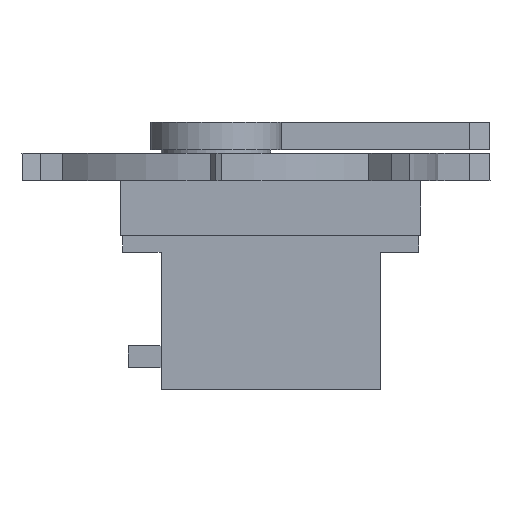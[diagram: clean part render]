
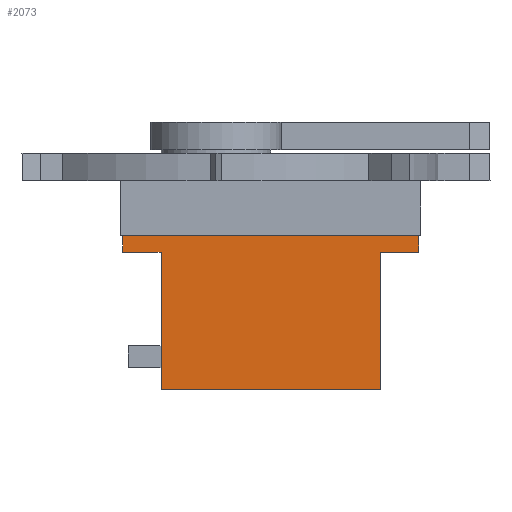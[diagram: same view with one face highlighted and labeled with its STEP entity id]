
A CAD part, front view. The second image highlights one B-rep face of the part: STEP entity #2073.
In plain terms, the highlighted planar face has unit normal (0, -1, 0).
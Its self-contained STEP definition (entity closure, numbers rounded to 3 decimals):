
#165=FACE_OUTER_BOUND('',#286,.T.);
#286=EDGE_LOOP('',(#1456,#1457,#1458,#1459,#1460,#1461,#1462,#1463,#1464,
#1465,#1466,#1467));
#410=LINE('',#3048,#651);
#416=LINE('',#3060,#657);
#417=LINE('',#3062,#658);
#423=LINE('',#3077,#664);
#424=LINE('',#3080,#665);
#429=LINE('',#3095,#670);
#430=LINE('',#3096,#671);
#431=LINE('',#3098,#672);
#432=LINE('',#3100,#673);
#433=LINE('',#3102,#674);
#434=LINE('',#3104,#675);
#435=LINE('',#3105,#676);
#651=VECTOR('',#2456,10.);
#657=VECTOR('',#2464,10.);
#658=VECTOR('',#2467,10.);
#664=VECTOR('',#2479,10.);
#665=VECTOR('',#2482,10.);
#670=VECTOR('',#2493,10.);
#671=VECTOR('',#2494,10.);
#672=VECTOR('',#2495,10.);
#673=VECTOR('',#2496,10.);
#674=VECTOR('',#2497,10.);
#675=VECTOR('',#2498,10.);
#676=VECTOR('',#2499,10.);
#893=VERTEX_POINT('',#3044);
#895=VERTEX_POINT('',#3047);
#898=VERTEX_POINT('',#3054);
#900=VERTEX_POINT('',#3058);
#906=VERTEX_POINT('',#3075);
#907=VERTEX_POINT('',#3079);
#913=VERTEX_POINT('',#3093);
#914=VERTEX_POINT('',#3094);
#915=VERTEX_POINT('',#3097);
#916=VERTEX_POINT('',#3099);
#917=VERTEX_POINT('',#3101);
#918=VERTEX_POINT('',#3103);
#1102=EDGE_CURVE('',#893,#895,#410,.T.);
#1108=EDGE_CURVE('',#898,#900,#416,.T.);
#1109=EDGE_CURVE('',#895,#900,#417,.T.);
#1117=EDGE_CURVE('',#906,#893,#423,.T.);
#1118=EDGE_CURVE('',#898,#907,#424,.T.);
#1125=EDGE_CURVE('',#913,#914,#429,.T.);
#1126=EDGE_CURVE('',#914,#907,#430,.T.);
#1127=EDGE_CURVE('',#915,#906,#431,.T.);
#1128=EDGE_CURVE('',#915,#916,#432,.T.);
#1129=EDGE_CURVE('',#917,#916,#433,.T.);
#1130=EDGE_CURVE('',#917,#918,#434,.T.);
#1131=EDGE_CURVE('',#918,#913,#435,.T.);
#1456=ORIENTED_EDGE('',*,*,#1125,.T.);
#1457=ORIENTED_EDGE('',*,*,#1126,.T.);
#1458=ORIENTED_EDGE('',*,*,#1118,.F.);
#1459=ORIENTED_EDGE('',*,*,#1108,.T.);
#1460=ORIENTED_EDGE('',*,*,#1109,.F.);
#1461=ORIENTED_EDGE('',*,*,#1102,.F.);
#1462=ORIENTED_EDGE('',*,*,#1117,.F.);
#1463=ORIENTED_EDGE('',*,*,#1127,.F.);
#1464=ORIENTED_EDGE('',*,*,#1128,.T.);
#1465=ORIENTED_EDGE('',*,*,#1129,.F.);
#1466=ORIENTED_EDGE('',*,*,#1130,.T.);
#1467=ORIENTED_EDGE('',*,*,#1131,.T.);
#1986=PLANE('',#2239);
#2073=ADVANCED_FACE('',(#165),#1986,.T.);
#2239=AXIS2_PLACEMENT_3D('',#3092,#2491,#2492);
#2456=DIRECTION('',(0.,0.,1.));
#2464=DIRECTION('',(0.,0.,1.));
#2467=DIRECTION('',(1.,0.,0.));
#2479=DIRECTION('',(1.,0.,0.));
#2482=DIRECTION('',(1.,0.,0.));
#2491=DIRECTION('center_axis',(0.,-1.,0.));
#2492=DIRECTION('ref_axis',(1.,0.,0.));
#2493=DIRECTION('',(1.,0.,0.));
#2494=DIRECTION('',(0.,0.,1.));
#2495=DIRECTION('',(0.,0.,1.));
#2496=DIRECTION('',(1.,0.,0.));
#2497=DIRECTION('',(0.,0.,1.));
#2498=DIRECTION('',(1.,0.,0.));
#2499=DIRECTION('',(0.,0.,1.));
#3044=CARTESIAN_POINT('',(0.,0.,28.1));
#3047=CARTESIAN_POINT('',(0.,0.,37.5));
#3048=CARTESIAN_POINT('',(0.,0.,0.));
#3054=CARTESIAN_POINT('',(40.,0.,28.1));
#3058=CARTESIAN_POINT('',(40.,0.,37.5));
#3060=CARTESIAN_POINT('',(40.,0.,0.));
#3062=CARTESIAN_POINT('',(0.,0.,37.5));
#3075=CARTESIAN_POINT('',(-7.,0.,28.1));
#3077=CARTESIAN_POINT('',(-7.,0.,28.1));
#3079=CARTESIAN_POINT('',(47.,0.,28.1));
#3080=CARTESIAN_POINT('',(-7.,0.,28.1));
#3092=CARTESIAN_POINT('Origin',(0.,0.,0.));
#3093=CARTESIAN_POINT('',(40.,0.,25.));
#3094=CARTESIAN_POINT('',(47.,0.,25.));
#3095=CARTESIAN_POINT('',(-7.,0.,25.));
#3096=CARTESIAN_POINT('',(47.,0.,25.));
#3097=CARTESIAN_POINT('',(-7.,0.,25.));
#3098=CARTESIAN_POINT('',(-7.,0.,25.));
#3099=CARTESIAN_POINT('',(0.,0.,25.));
#3100=CARTESIAN_POINT('',(-7.,0.,25.));
#3101=CARTESIAN_POINT('',(0.,0.,0.));
#3102=CARTESIAN_POINT('',(0.,0.,0.));
#3103=CARTESIAN_POINT('',(40.,0.,0.));
#3104=CARTESIAN_POINT('',(0.,0.,0.));
#3105=CARTESIAN_POINT('',(40.,0.,0.));
